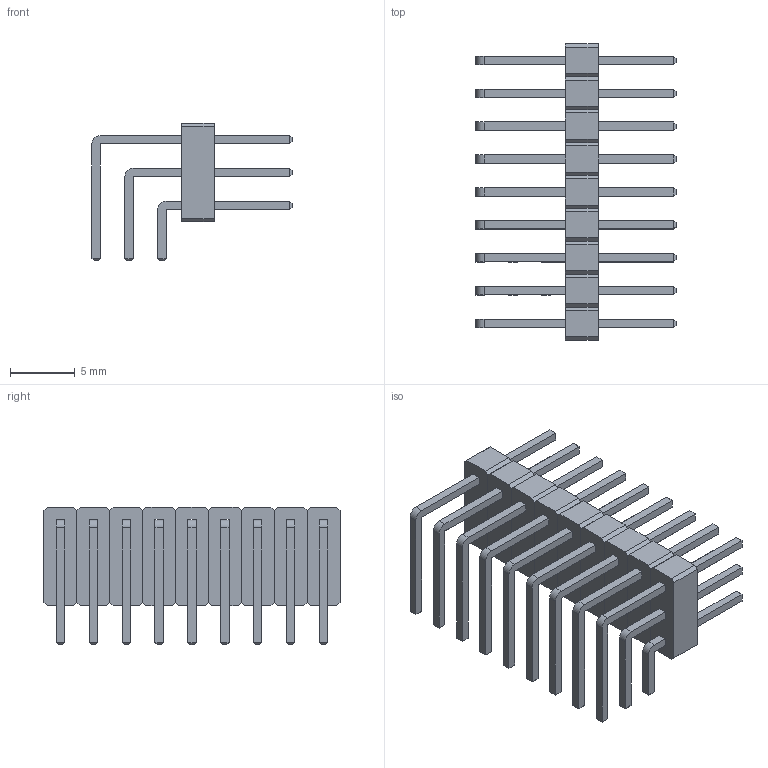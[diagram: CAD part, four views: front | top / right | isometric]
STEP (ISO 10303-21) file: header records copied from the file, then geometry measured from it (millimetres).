
FILE_DESCRIPTION(('FreeCAD Model'),'2;1');
FILE_NAME('Open CASCADE Shape Model','2022-01-07T05:05:48',( 'kicad StepUp'),('ksu MCAD'),'Open CASCADE STEP processor 7.5', 'FreeCAD','Unknown');
FILE_SCHEMA(('AUTOMOTIVE_DESIGN { 1 0 10303 214 1 1 1 1 }'));
Length unit declared in the file: millimetre
Products named in the file (1): PinHeader_3x09_P2.54mm_Horizontal
Bounding box: 15.44 x 22.86 x 10.62 mm (x, y, z)
Volume: 622.9 mm3; surface area: 2288 mm2
Topology: 36 solids, 36 shells, 657 faces, 1539 edges, 954 vertices
Faces by surface type: plane 630, cylinder 27
Entity records: 23115 total; most frequent: CARTESIAN_POINT 3151, ORIENTED_EDGE 3078, DIRECTION 2909, EDGE_CURVE 1539, LINE 1485, VECTOR 1485, VERTEX_POINT 954, AXIS2_PLACEMENT_3D 712
